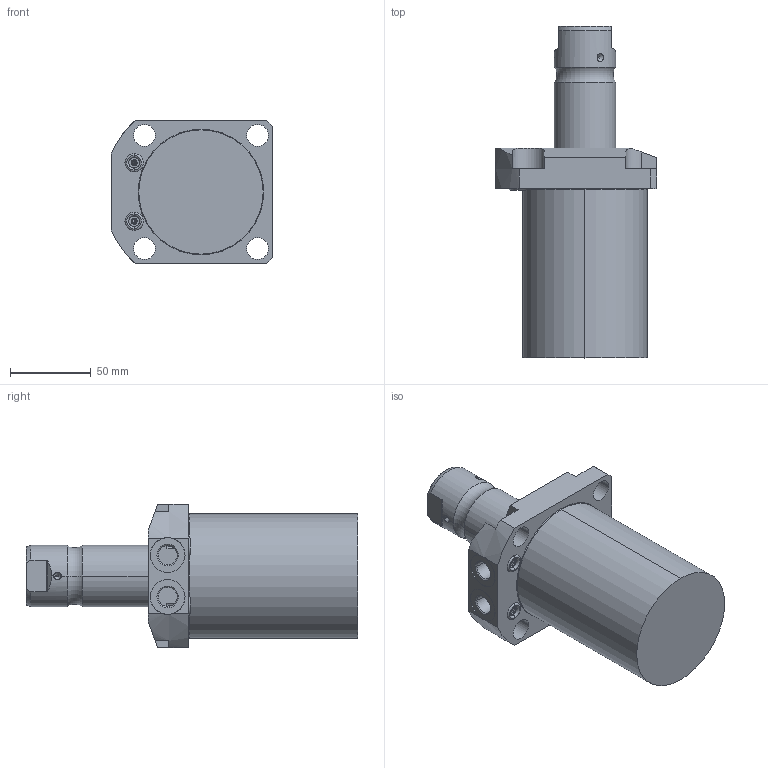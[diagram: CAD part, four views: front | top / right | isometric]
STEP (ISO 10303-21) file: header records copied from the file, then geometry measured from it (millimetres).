
FILE_DESCRIPTION((''),'2;1');
FILE_NAME('ILCM41463326','2019-07-17T',('jweaver'),(''),'PRO/ENGINEER BY PARAMETRIC TECHNOLOGY CORPORATION, 2013320','PRO/ENGINEER BY PARAMETRIC TECHNOLOGY CORPORATION, 2013320','');
FILE_SCHEMA(('AUTOMOTIVE_DESIGN { 1 0 10303 214 1 1 1 1 }'));
Length unit declared in the file: millimetre
Products named in the file (1): ILCM41463326
Bounding box: 100 x 205.45 x 88.9 mm (x, y, z)
Volume: 748197.7 mm3; surface area: 64595.6 mm2
Topology: 3 solids, 4 shells, 120 faces, 312 edges, 196 vertices
Faces by surface type: cylinder 48, plane 40, cone 18, torus 14
Entity records: 4015 total; most frequent: CARTESIAN_POINT 835, DIRECTION 642, ORIENTED_EDGE 604, EDGE_CURVE 304, AXIS2_PLACEMENT_3D 255, VERTEX_POINT 196, EDGE_LOOP 142, CIRCLE 134
